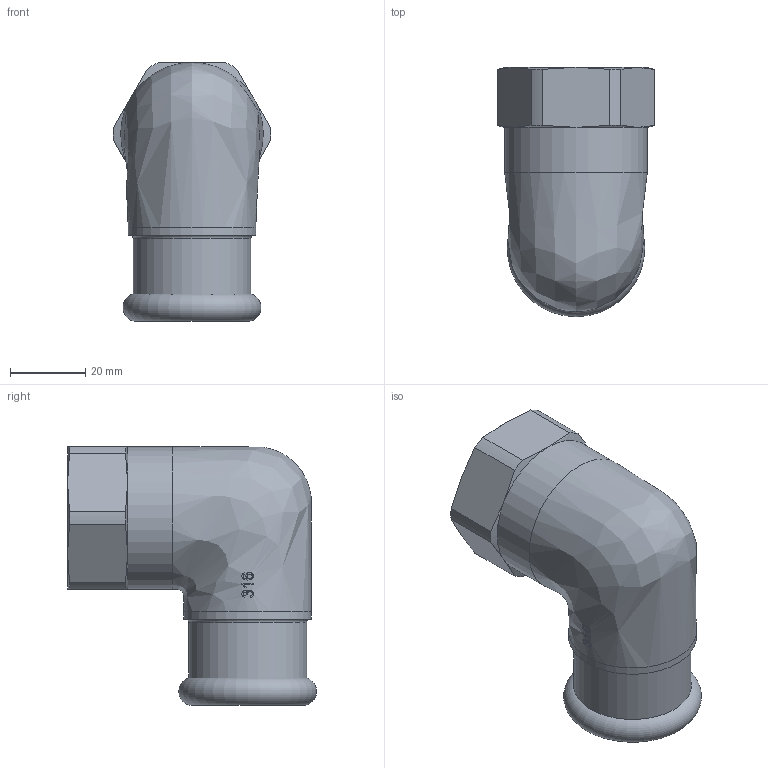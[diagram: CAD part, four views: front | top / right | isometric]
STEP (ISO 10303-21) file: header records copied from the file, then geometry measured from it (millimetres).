
FILE_DESCRIPTION(/* description */ ('Gomito 90° filettato femmina 1"x28 (Microfuso) / Elbow adapter 90° with female thread 1"x28 (casting)'),/* implementation_level */ '2;1');
FILE_NAME(/* name */ '198100028_Inoxpres.stp',/* time_stamp */ '2022-10-12T16:39:01+02:00',/* author */ ('Vault'),/* organization */ ('Raccorderie metalliche s.p.a. '),/* preprocessor_version */ 'ST-DEVELOPER v18.1',/* originating_system */ 'Autodesk Inventor 2020',/* authorisation */ 'Raccorderie metalliche s.p.a. ');
FILE_SCHEMA (('AUTOMOTIVE_DESIGN { 1 0 10303 214 3 1 1 }'));
Length unit declared in the file: millimetre
Products named in the file (1): 198100028_Inoxpres
Bounding box: 41.98 x 66.34 x 69 mm (x, y, z)
Volume: 39510.8 mm3; surface area: 20456.2 mm2
Topology: 1 solids, 1 shells, 161 faces, 437 edges, 292 vertices
Faces by surface type: bspline 74, plane 53, cylinder 15, cone 13, torus 6
Full cylindrical faces by diameter (mm): 25.6 x1, 27 x1, 28.4 x1, 28.8 x2, 30.291 x1, 31.4 x1, 34 x1, 38 x1
Entity records: 8024 total; most frequent: CARTESIAN_POINT 4533, ORIENTED_EDGE 874, DIRECTION 461, EDGE_CURVE 437, VERTEX_POINT 292, B_SPLINE_CURVE_WITH_KNOTS 208, EDGE_LOOP 177, AXIS2_PLACEMENT_3D 168
